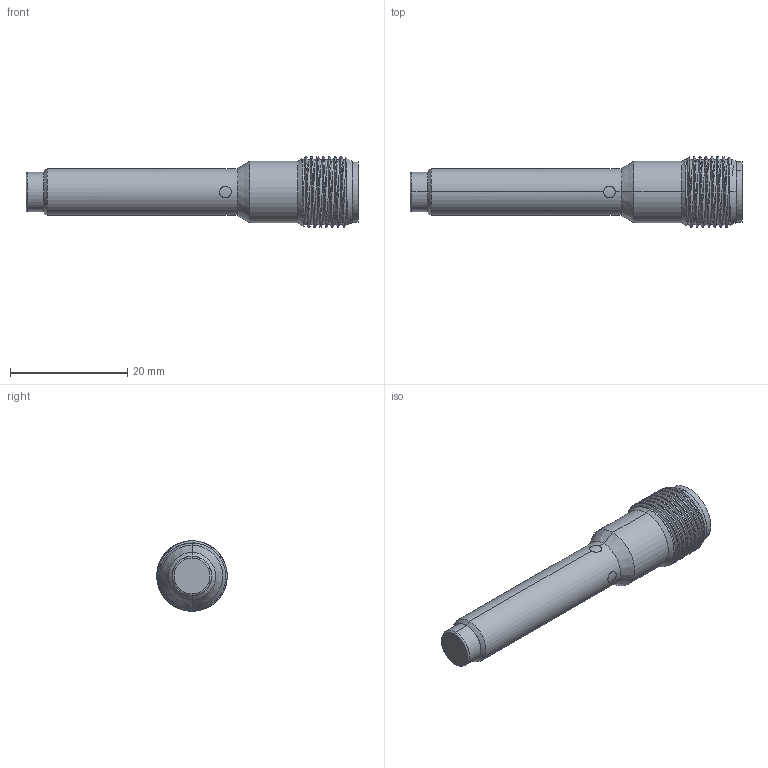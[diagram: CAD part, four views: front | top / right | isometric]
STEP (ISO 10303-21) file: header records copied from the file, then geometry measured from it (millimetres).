
FILE_DESCRIPTION((''),'2;1');
FILE_NAME('ICS08NOFLUSH-M12PLUG_ASM','2020-11-13T',('Daisy.Wang'),(''),'CREO PARAMETRIC BY PTC INC, 2015480','CREO PARAMETRIC BY PTC INC, 2015480','');
FILE_SCHEMA(('CONFIG_CONTROL_DESIGN'));
Length unit declared in the file: millimetre
Products named in the file (10): MECK137; 93-092; 28-503_4; 93-095_18; FERRITE_PIN_9; 15-063-125_ASM_6_ASM; M8_SHORT_PLUG_NO_FLUSH_PCB; 44-044; COMPOUND6; ICS08NOFLUSH-M12PLUG_ASM
Assembly tree (10 placements, depth 3):
  ICS08NOFLUSH-M12PLUG_ASM
    MECK137
    93-092
    15-063-125_ASM_6_ASM
      28-503_4
      93-095_18
      FERRITE_PIN_9  x2
    M8_SHORT_PLUG_NO_FLUSH_PCB
    44-044
    COMPOUND6
Bounding box: 56.6 x 12 x 12 mm (x, y, z)
Volume: 3069.8 mm3; surface area: 6045.9 mm2
Topology: 12 solids, 12 shells, 354 faces, 849 edges, 538 vertices
Faces by surface type: cylinder 161, plane 116, cone 52, bspline 9, torus 8, sphere 8
Entity records: 13330 total; most frequent: CARTESIAN_POINT 4787, DIRECTION 1849, ORIENTED_EDGE 1670, EDGE_CURVE 835, AXIS2_PLACEMENT_3D 730, VERTEX_POINT 534, EDGE_LOOP 399, VECTOR 389
